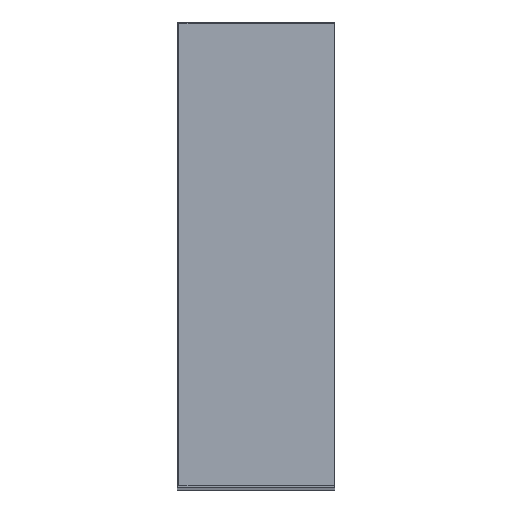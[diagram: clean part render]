
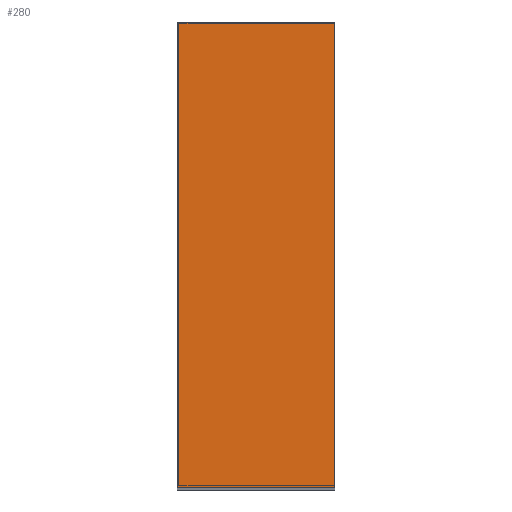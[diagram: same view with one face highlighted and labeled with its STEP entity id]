
A CAD part, top view. The second image highlights one B-rep face of the part: STEP entity #280.
In plain terms, the highlighted planar face has unit normal (0, 0, 1).
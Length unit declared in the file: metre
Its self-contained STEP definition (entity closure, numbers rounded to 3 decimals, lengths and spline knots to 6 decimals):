
#37=DIRECTION('',(1.,0.,0.));
#38=VECTOR('',#37,50.);
#39=CARTESIAN_POINT('',(0.,150.,480.5));
#40=LINE('',#39,#38);
#85=DIRECTION('',(0.,-1.,0.));
#86=VECTOR('',#85,148.);
#87=CARTESIAN_POINT('',(50.,150.,480.5));
#88=LINE('',#87,#86);
#89=DIRECTION('',(1.,0.,0.));
#90=VECTOR('',#89,50.);
#91=CARTESIAN_POINT('',(0.,2.,480.5));
#92=LINE('',#91,#90);
#93=DIRECTION('',(0.,1.,0.));
#94=VECTOR('',#93,148.);
#95=CARTESIAN_POINT('',(0.,2.,480.5));
#96=LINE('',#95,#94);
#105=CARTESIAN_POINT('',(0.,150.,480.5));
#106=CARTESIAN_POINT('',(50.,150.,480.5));
#107=VERTEX_POINT('',#105);
#108=VERTEX_POINT('',#106);
#117=CARTESIAN_POINT('',(50.,2.,480.5));
#118=VERTEX_POINT('',#117);
#119=CARTESIAN_POINT('',(0.,2.,480.5));
#120=VERTEX_POINT('',#119);
#269=CARTESIAN_POINT('',(0.,2.5,480.5));
#270=DIRECTION('',(0.,0.,1.));
#271=DIRECTION('',(0.,1.,0.));
#272=AXIS2_PLACEMENT_3D('',#269,#270,#271);
#273=PLANE('',#272);
#274=ORIENTED_EDGE('',*,*,#207,.T.);
#275=ORIENTED_EDGE('',*,*,#161,.F.);
#276=ORIENTED_EDGE('',*,*,#177,.T.);
#277=ORIENTED_EDGE('',*,*,#189,.T.);
#278=EDGE_LOOP('',(#274,#275,#276,#277));
#279=FACE_OUTER_BOUND('',#278,.F.);
#280=ADVANCED_FACE('',(#279),#273,.T.);
#161=EDGE_CURVE('',#120,#118,#92,.T.);
#177=EDGE_CURVE('',#120,#107,#96,.T.);
#189=EDGE_CURVE('',#107,#108,#40,.T.);
#207=EDGE_CURVE('',#108,#118,#88,.T.);
